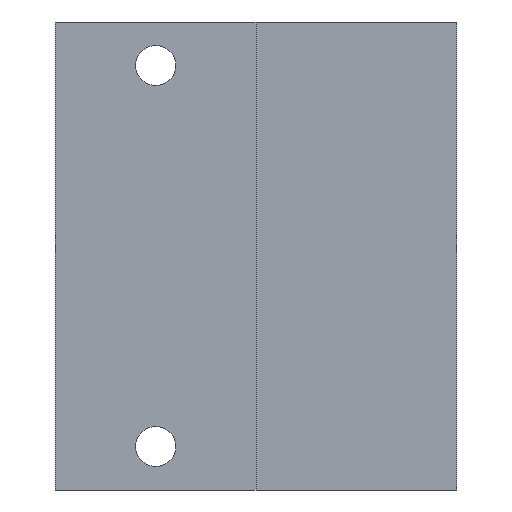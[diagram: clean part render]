
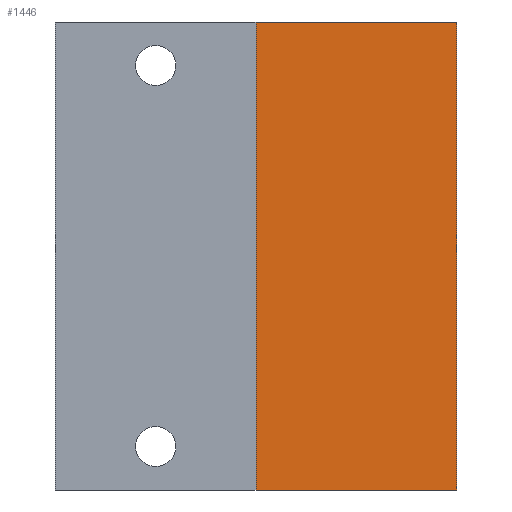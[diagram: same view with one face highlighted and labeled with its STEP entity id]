
A CAD part, front view. The second image highlights one B-rep face of the part: STEP entity #1446.
In plain terms, the highlighted planar face has unit normal (0, -1, 0).
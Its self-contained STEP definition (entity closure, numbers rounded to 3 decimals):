
#24 = DIRECTION ( 'NONE',  ( 0., 0., -1. ) ) ;
#76 = VERTEX_POINT ( 'NONE', #1549 ) ;
#100 = LINE ( 'NONE', #546, #1735 ) ;
#132 = LINE ( 'NONE', #1763, #1109 ) ;
#197 = EDGE_CURVE ( 'NONE', #355, #1692, #1814, .T. ) ;
#202 = VECTOR ( 'NONE', #1617, 1000. ) ;
#275 = CARTESIAN_POINT ( 'NONE',  ( 0., -15., 35. ) ) ;
#282 = EDGE_CURVE ( 'NONE', #559, #1692, #132, .T. ) ;
#299 = ORIENTED_EDGE ( 'NONE', *, *, #197, .T. ) ;
#355 = VERTEX_POINT ( 'NONE', #472 ) ;
#418 = EDGE_LOOP ( 'NONE', ( #1821, #1823, #1027, #299 ) ) ;
#472 = CARTESIAN_POINT ( 'NONE',  ( 0., -15., 35. ) ) ;
#546 = CARTESIAN_POINT ( 'NONE',  ( 0., -15., 35. ) ) ;
#559 = VERTEX_POINT ( 'NONE', #571 ) ;
#567 = DIRECTION ( 'NONE',  ( 0., -1., 0. ) ) ;
#571 = CARTESIAN_POINT ( 'NONE',  ( 15., -15., 0. ) ) ;
#691 = CARTESIAN_POINT ( 'NONE',  ( 0., -15., 0. ) ) ;
#754 = FACE_OUTER_BOUND ( 'NONE', #418, .T. ) ;
#940 = CARTESIAN_POINT ( 'NONE',  ( 0., -15., 35. ) ) ;
#1027 = ORIENTED_EDGE ( 'NONE', *, *, #1710, .T. ) ;
#1080 = EDGE_CURVE ( 'NONE', #76, #559, #1509, .T. ) ;
#1109 = VECTOR ( 'NONE', #1304, 1000. ) ;
#1304 = DIRECTION ( 'NONE',  ( -1., 0., 0. ) ) ;
#1363 = CARTESIAN_POINT ( 'NONE',  ( 15., -15., 35. ) ) ;
#1427 = AXIS2_PLACEMENT_3D ( 'NONE', #275, #567, #1775 ) ;
#1446 = ADVANCED_FACE ( 'NONE', ( #754 ), #1641, .T. ) ;
#1509 = LINE ( 'NONE', #1363, #202 ) ;
#1539 = VECTOR ( 'NONE', #24, 1000. ) ;
#1549 = CARTESIAN_POINT ( 'NONE',  ( 15., -15., 35. ) ) ;
#1617 = DIRECTION ( 'NONE',  ( 0., 0., -1. ) ) ;
#1641 = PLANE ( 'NONE',  #1427 ) ;
#1692 = VERTEX_POINT ( 'NONE', #691 ) ;
#1710 = EDGE_CURVE ( 'NONE', #76, #355, #100, .T. ) ;
#1735 = VECTOR ( 'NONE', #1895, 1000. ) ;
#1763 = CARTESIAN_POINT ( 'NONE',  ( 0., -15., 0. ) ) ;
#1775 = DIRECTION ( 'NONE',  ( 0., 0., -1. ) ) ;
#1814 = LINE ( 'NONE', #940, #1539 ) ;
#1821 = ORIENTED_EDGE ( 'NONE', *, *, #282, .F. ) ;
#1823 = ORIENTED_EDGE ( 'NONE', *, *, #1080, .F. ) ;
#1895 = DIRECTION ( 'NONE',  ( -1., 0., 0. ) ) ;
